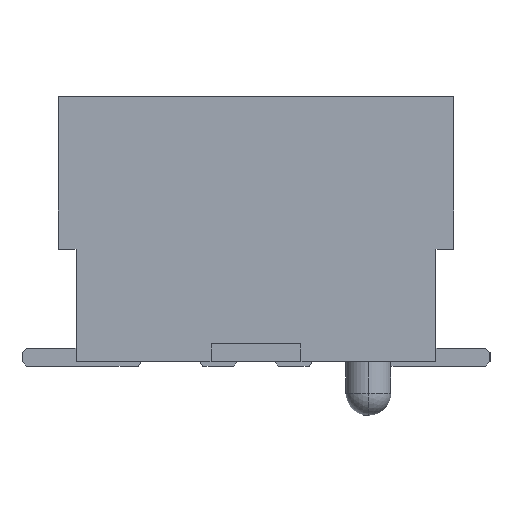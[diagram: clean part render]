
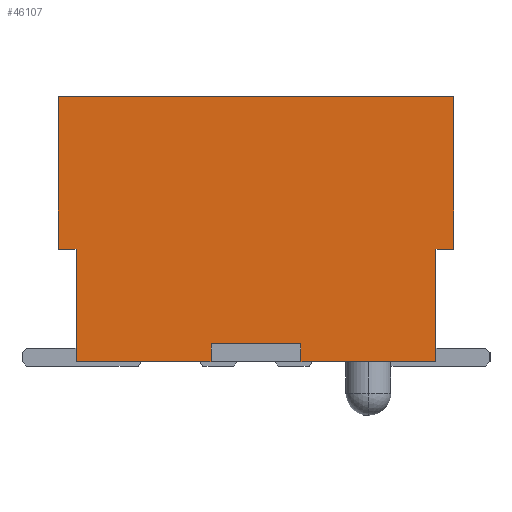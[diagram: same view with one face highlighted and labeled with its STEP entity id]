
A CAD part, left-side view. The second image highlights one B-rep face of the part: STEP entity #46107.
In plain terms, the highlighted planar face has unit normal (-1, 0, 0).
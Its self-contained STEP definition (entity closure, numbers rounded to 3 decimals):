
#2303 = DIRECTION ( 'NONE',  ( 0., -1., 0. ) ) ;
#2592 = ORIENTED_EDGE ( 'NONE', *, *, #56194, .T. ) ;
#4261 = DIRECTION ( 'NONE',  ( 0., 0., 1. ) ) ;
#4616 = EDGE_CURVE ( 'NONE', #25856, #103866, #10673, .T. ) ;
#4824 = CARTESIAN_POINT ( 'NONE',  ( -8.85, -2., 0. ) ) ;
#5923 = ORIENTED_EDGE ( 'NONE', *, *, #39917, .F. ) ;
#6626 = ORIENTED_EDGE ( 'NONE', *, *, #4616, .T. ) ;
#6694 = VECTOR ( 'NONE', #119745, 1000. ) ;
#6954 = EDGE_CURVE ( 'NONE', #12541, #123268, #97027, .T. ) ;
#8997 = CARTESIAN_POINT ( 'NONE',  ( -8.85, -2.2, 2.95 ) ) ;
#9106 = ORIENTED_EDGE ( 'NONE', *, *, #87814, .F. ) ;
#10673 = LINE ( 'NONE', #32469, #27580 ) ;
#11303 = LINE ( 'NONE', #78151, #94564 ) ;
#12426 = CARTESIAN_POINT ( 'NONE',  ( -8.85, 2., 0. ) ) ;
#12541 = VERTEX_POINT ( 'NONE', #98781 ) ;
#12782 = LINE ( 'NONE', #13408, #85653 ) ;
#12863 = LINE ( 'NONE', #81587, #84948 ) ;
#13408 = CARTESIAN_POINT ( 'NONE',  ( -8.85, -2.2, 0. ) ) ;
#13484 = CARTESIAN_POINT ( 'NONE',  ( -8.85, 2.2, 2.95 ) ) ;
#14333 = LINE ( 'NONE', #54791, #100079 ) ;
#25856 = VERTEX_POINT ( 'NONE', #118622 ) ;
#27572 = CARTESIAN_POINT ( 'NONE',  ( -8.85, -0.5, 0. ) ) ;
#27580 = VECTOR ( 'NONE', #2303, 1000. ) ;
#31068 = CARTESIAN_POINT ( 'NONE',  ( -8.85, 2.2, 1.25 ) ) ;
#31506 = LINE ( 'NONE', #13484, #31649 ) ;
#31649 = VECTOR ( 'NONE', #52658, 1000. ) ;
#31895 = LINE ( 'NONE', #109657, #92718 ) ;
#32469 = CARTESIAN_POINT ( 'NONE',  ( -8.85, -2.2, 0. ) ) ;
#33156 = DIRECTION ( 'NONE',  ( 0., 1., 0. ) ) ;
#33490 = VECTOR ( 'NONE', #4261, 1000. ) ;
#38022 = CARTESIAN_POINT ( 'NONE',  ( -8.85, 2.2, 1.25 ) ) ;
#38105 = CARTESIAN_POINT ( 'NONE',  ( -8.85, 0.5, 0.2 ) ) ;
#38156 = CARTESIAN_POINT ( 'NONE',  ( -8.85, -2.2, 2.95 ) ) ;
#39917 = EDGE_CURVE ( 'NONE', #60451, #58770, #68396, .T. ) ;
#41397 = EDGE_CURVE ( 'NONE', #45828, #121510, #53070, .T. ) ;
#42387 = CARTESIAN_POINT ( 'NONE',  ( -8.85, -2., 1.25 ) ) ;
#45828 = VERTEX_POINT ( 'NONE', #27572 ) ;
#46107 = ADVANCED_FACE ( 'NONE', ( #126186 ), #98520, .F. ) ;
#48177 = DIRECTION ( 'NONE',  ( 0., -1., 0. ) ) ;
#52584 = DIRECTION ( 'NONE',  ( 0., -1., 0. ) ) ;
#52658 = DIRECTION ( 'NONE',  ( 0., 0., -1. ) ) ;
#53070 = LINE ( 'NONE', #92267, #33490 ) ;
#54791 = CARTESIAN_POINT ( 'NONE',  ( -8.85, 0.5, 0. ) ) ;
#56194 = EDGE_CURVE ( 'NONE', #45828, #58770, #12782, .T. ) ;
#58322 = CARTESIAN_POINT ( 'NONE',  ( -8.85, 0.5, 0. ) ) ;
#58610 = ORIENTED_EDGE ( 'NONE', *, *, #41397, .F. ) ;
#58770 = VERTEX_POINT ( 'NONE', #4824 ) ;
#60429 = VERTEX_POINT ( 'NONE', #119532 ) ;
#60451 = VERTEX_POINT ( 'NONE', #42387 ) ;
#63123 = AXIS2_PLACEMENT_3D ( 'NONE', #38156, #119073, #126803 ) ;
#63862 = EDGE_CURVE ( 'NONE', #114627, #103866, #14333, .T. ) ;
#68396 = LINE ( 'NONE', #78034, #92744 ) ;
#69371 = VECTOR ( 'NONE', #89535, 1000. ) ;
#69755 = DIRECTION ( 'NONE',  ( 0., 1., 0. ) ) ;
#71019 = EDGE_CURVE ( 'NONE', #25856, #78262, #79263, .T. ) ;
#78034 = CARTESIAN_POINT ( 'NONE',  ( -8.85, -2., 0. ) ) ;
#78151 = CARTESIAN_POINT ( 'NONE',  ( -8.85, 0.5, 0.2 ) ) ;
#78262 = VERTEX_POINT ( 'NONE', #80685 ) ;
#78377 = ORIENTED_EDGE ( 'NONE', *, *, #71019, .F. ) ;
#78776 = EDGE_CURVE ( 'NONE', #78262, #109235, #91448, .T. ) ;
#79071 = DIRECTION ( 'NONE',  ( 0., 0., -1. ) ) ;
#79263 = LINE ( 'NONE', #12426, #6694 ) ;
#80685 = CARTESIAN_POINT ( 'NONE',  ( -8.85, 2., 1.25 ) ) ;
#81587 = CARTESIAN_POINT ( 'NONE',  ( -8.85, -2.2, 2.95 ) ) ;
#81805 = DIRECTION ( 'NONE',  ( 0., 0., -1. ) ) ;
#84948 = VECTOR ( 'NONE', #79071, 1000. ) ;
#85653 = VECTOR ( 'NONE', #52584, 1000. ) ;
#87814 = EDGE_CURVE ( 'NONE', #123268, #60429, #12863, .T. ) ;
#87877 = EDGE_CURVE ( 'NONE', #12541, #109235, #31506, .T. ) ;
#89535 = DIRECTION ( 'NONE',  ( 0., 1., 0. ) ) ;
#90931 = CARTESIAN_POINT ( 'NONE',  ( -8.85, -2.2, 2.95 ) ) ;
#91175 = EDGE_CURVE ( 'NONE', #121510, #114627, #11303, .T. ) ;
#91448 = LINE ( 'NONE', #31068, #69371 ) ;
#92267 = CARTESIAN_POINT ( 'NONE',  ( -8.85, -0.5, 0. ) ) ;
#92718 = VECTOR ( 'NONE', #33156, 1000. ) ;
#92744 = VECTOR ( 'NONE', #107603, 1000. ) ;
#94130 = EDGE_CURVE ( 'NONE', #60429, #60451, #31895, .T. ) ;
#94564 = VECTOR ( 'NONE', #69755, 1000. ) ;
#97027 = LINE ( 'NONE', #8997, #124651 ) ;
#98520 = PLANE ( 'NONE',  #63123 ) ;
#98781 = CARTESIAN_POINT ( 'NONE',  ( -8.85, 2.2, 2.95 ) ) ;
#100079 = VECTOR ( 'NONE', #81805, 1000. ) ;
#103441 = ORIENTED_EDGE ( 'NONE', *, *, #63862, .F. ) ;
#103866 = VERTEX_POINT ( 'NONE', #58322 ) ;
#104138 = ORIENTED_EDGE ( 'NONE', *, *, #78776, .F. ) ;
#105200 = ORIENTED_EDGE ( 'NONE', *, *, #87877, .T. ) ;
#107603 = DIRECTION ( 'NONE',  ( 0., 0., -1. ) ) ;
#109235 = VERTEX_POINT ( 'NONE', #38022 ) ;
#109657 = CARTESIAN_POINT ( 'NONE',  ( -8.85, -2.2, 1.25 ) ) ;
#112378 = CARTESIAN_POINT ( 'NONE',  ( -8.85, -0.5, 0.2 ) ) ;
#113211 = EDGE_LOOP ( 'NONE', ( #6626, #103441, #119181, #58610, #2592, #5923, #122957, #9106, #114578, #105200, #104138, #78377 ) ) ;
#114578 = ORIENTED_EDGE ( 'NONE', *, *, #6954, .F. ) ;
#114627 = VERTEX_POINT ( 'NONE', #38105 ) ;
#118622 = CARTESIAN_POINT ( 'NONE',  ( -8.85, 2., 0. ) ) ;
#119073 = DIRECTION ( 'NONE',  ( 1., 0., 0. ) ) ;
#119181 = ORIENTED_EDGE ( 'NONE', *, *, #91175, .F. ) ;
#119532 = CARTESIAN_POINT ( 'NONE',  ( -8.85, -2.2, 1.25 ) ) ;
#119745 = DIRECTION ( 'NONE',  ( 0., 0., 1. ) ) ;
#121510 = VERTEX_POINT ( 'NONE', #112378 ) ;
#122957 = ORIENTED_EDGE ( 'NONE', *, *, #94130, .F. ) ;
#123268 = VERTEX_POINT ( 'NONE', #90931 ) ;
#124651 = VECTOR ( 'NONE', #48177, 1000. ) ;
#126186 = FACE_OUTER_BOUND ( 'NONE', #113211, .T. ) ;
#126803 = DIRECTION ( 'NONE',  ( 0., 0., -1. ) ) ;
